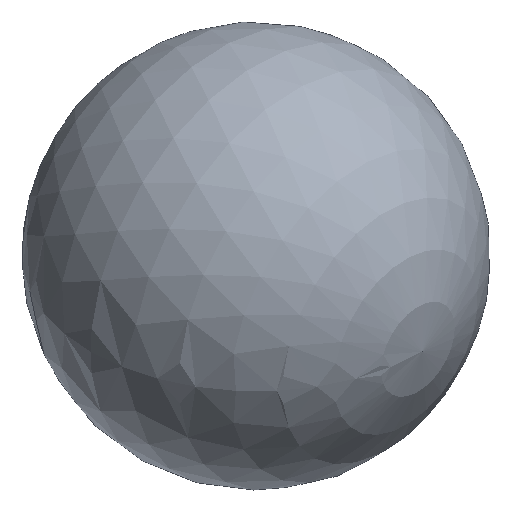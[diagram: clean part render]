
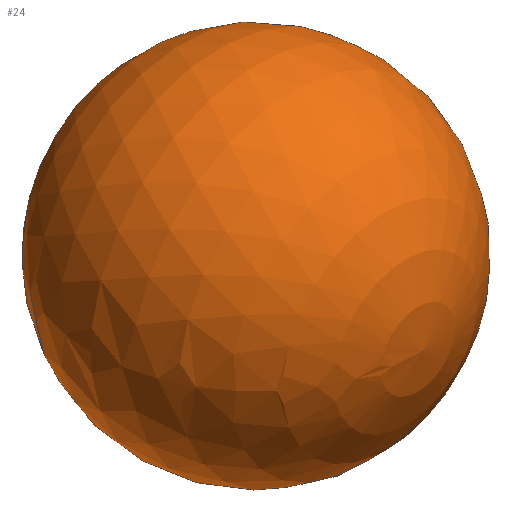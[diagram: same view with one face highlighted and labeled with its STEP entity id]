
A CAD part, isometric view. The second image highlights one B-rep face of the part: STEP entity #24.
In plain terms, the highlighted spherical face has radius 127 mm.
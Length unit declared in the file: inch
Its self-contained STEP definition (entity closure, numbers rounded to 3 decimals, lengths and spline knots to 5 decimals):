
#15=FACE_OUTER_BOUND('',#16,.T.);
#16=EDGE_LOOP('',(#17,#18));
#17=ORIENTED_EDGE('',*,*,#19,.T.);
#18=ORIENTED_EDGE('',*,*,#19,.F.);
#19=EDGE_CURVE('',#20,#21,#22,.T.);
#20=VERTEX_POINT('',#38);
#21=VERTEX_POINT('',#39);
#22=CIRCLE('',#28,5.);
#23=SPHERICAL_SURFACE('',#27,5.);
#24=ADVANCED_FACE('',(#15),#23,.T.);
#27=AXIS2_PLACEMENT_3D('',#36,#31,#32);
#28=AXIS2_PLACEMENT_3D('',#37,#33,#34);
#31=DIRECTION('center_axis',(0.,1.,0.));
#32=DIRECTION('ref_axis',(1.,0.,0.));
#33=DIRECTION('center_axis',(0.,0.,-1.));
#34=DIRECTION('ref_axis',(0.,-1.,0.));
#36=CARTESIAN_POINT('Origin',(0.,0.,0.));
#37=CARTESIAN_POINT('Origin',(0.,0.,0.));
#38=CARTESIAN_POINT('',(0.,-5.,0.));
#39=CARTESIAN_POINT('',(0.,5.,0.));
